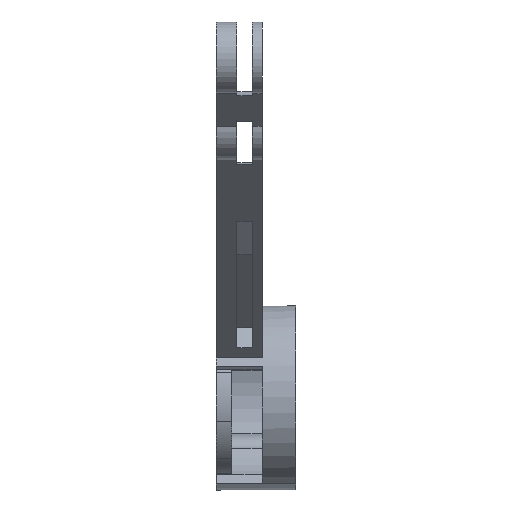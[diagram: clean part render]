
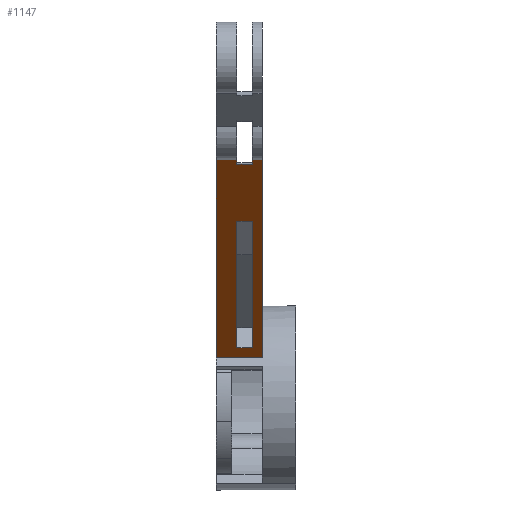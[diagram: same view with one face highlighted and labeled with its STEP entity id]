
A CAD part, top view. The second image highlights one B-rep face of the part: STEP entity #1147.
In plain terms, the highlighted planar face has unit normal (0, -0.744, 0.668).
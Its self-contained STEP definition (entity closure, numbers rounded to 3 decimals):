
#24=FACE_BOUND('',#173,.T.);
#106=FACE_OUTER_BOUND('',#172,.T.);
#172=EDGE_LOOP('',(#943,#944,#945,#946,#947,#948,#949,#950));
#173=EDGE_LOOP('',(#951,#952,#953,#954));
#307=LINE('',#1803,#399);
#324=LINE('',#1887,#416);
#345=LINE('',#1934,#437);
#346=LINE('',#1936,#438);
#347=LINE('',#1938,#439);
#348=LINE('',#1940,#440);
#349=LINE('',#1942,#441);
#350=LINE('',#1943,#442);
#351=LINE('',#1946,#443);
#352=LINE('',#1948,#444);
#353=LINE('',#1950,#445);
#354=LINE('',#1951,#446);
#399=VECTOR('',#1451,1000.);
#416=VECTOR('',#1544,1000.);
#437=VECTOR('',#1581,1000.);
#438=VECTOR('',#1582,1000.);
#439=VECTOR('',#1583,1000.);
#440=VECTOR('',#1584,1000.);
#441=VECTOR('',#1585,1000.);
#442=VECTOR('',#1586,1000.);
#443=VECTOR('',#1587,1000.);
#444=VECTOR('',#1588,1000.);
#445=VECTOR('',#1589,1000.);
#446=VECTOR('',#1590,1000.);
#509=VERTEX_POINT('',#1800);
#510=VERTEX_POINT('',#1802);
#538=VERTEX_POINT('',#1883);
#557=VERTEX_POINT('',#1933);
#558=VERTEX_POINT('',#1935);
#559=VERTEX_POINT('',#1937);
#560=VERTEX_POINT('',#1939);
#561=VERTEX_POINT('',#1941);
#562=VERTEX_POINT('',#1944);
#563=VERTEX_POINT('',#1945);
#564=VERTEX_POINT('',#1947);
#565=VERTEX_POINT('',#1949);
#639=EDGE_CURVE('',#509,#510,#307,.T.);
#682=EDGE_CURVE('',#538,#510,#324,.T.);
#705=EDGE_CURVE('',#557,#538,#345,.T.);
#706=EDGE_CURVE('',#558,#509,#346,.T.);
#707=EDGE_CURVE('',#558,#559,#347,.T.);
#708=EDGE_CURVE('',#559,#560,#348,.T.);
#709=EDGE_CURVE('',#561,#560,#349,.T.);
#710=EDGE_CURVE('',#561,#557,#350,.T.);
#711=EDGE_CURVE('',#562,#563,#351,.T.);
#712=EDGE_CURVE('',#563,#564,#352,.T.);
#713=EDGE_CURVE('',#565,#564,#353,.T.);
#714=EDGE_CURVE('',#565,#562,#354,.T.);
#943=ORIENTED_EDGE('',*,*,#705,.T.);
#944=ORIENTED_EDGE('',*,*,#682,.T.);
#945=ORIENTED_EDGE('',*,*,#639,.F.);
#946=ORIENTED_EDGE('',*,*,#706,.F.);
#947=ORIENTED_EDGE('',*,*,#707,.T.);
#948=ORIENTED_EDGE('',*,*,#708,.T.);
#949=ORIENTED_EDGE('',*,*,#709,.F.);
#950=ORIENTED_EDGE('',*,*,#710,.T.);
#951=ORIENTED_EDGE('',*,*,#711,.T.);
#952=ORIENTED_EDGE('',*,*,#712,.T.);
#953=ORIENTED_EDGE('',*,*,#713,.F.);
#954=ORIENTED_EDGE('',*,*,#714,.T.);
#1098=PLANE('',#1282);
#1147=ADVANCED_FACE('',(#106,#24),#1098,.F.);
#1282=AXIS2_PLACEMENT_3D('',#1932,#1579,#1580);
#1451=DIRECTION('',(0.,0.668,0.744));
#1544=DIRECTION('',(-1.,0.,0.));
#1579=DIRECTION('center_axis',(0.,0.744,-0.668));
#1580=DIRECTION('ref_axis',(0.,-0.668,-0.744));
#1581=DIRECTION('',(0.,0.668,0.744));
#1582=DIRECTION('',(-1.,0.,0.));
#1583=DIRECTION('',(0.,0.668,0.744));
#1584=DIRECTION('',(-1.,0.,0.));
#1585=DIRECTION('',(0.,0.668,0.744));
#1586=DIRECTION('',(-1.,0.,0.));
#1587=DIRECTION('',(0.,0.668,0.744));
#1588=DIRECTION('',(1.,0.,0.));
#1589=DIRECTION('',(0.,0.668,0.744));
#1590=DIRECTION('',(-1.,0.,0.));
#1800=CARTESIAN_POINT('',(0.,-45.634,-43.3));
#1802=CARTESIAN_POINT('',(0.,-6.993,-0.302));
#1803=CARTESIAN_POINT('',(0.,-6.993,-0.302));
#1883=CARTESIAN_POINT('',(4.,-6.993,-0.302));
#1887=CARTESIAN_POINT('',(9.,-6.993,-0.302));
#1932=CARTESIAN_POINT('Origin',(9.,-6.993,-0.302));
#1933=CARTESIAN_POINT('',(4.,-7.893,-1.303));
#1934=CARTESIAN_POINT('',(4.,-6.993,-0.302));
#1935=CARTESIAN_POINT('',(9.,-45.634,-43.3));
#1936=CARTESIAN_POINT('',(9.,-45.634,-43.3));
#1937=CARTESIAN_POINT('',(9.,-6.993,-0.302));
#1938=CARTESIAN_POINT('',(9.,-6.993,-0.302));
#1939=CARTESIAN_POINT('',(7.05,-6.993,-0.302));
#1940=CARTESIAN_POINT('',(9.,-6.993,-0.302));
#1941=CARTESIAN_POINT('',(7.05,-7.893,-1.303));
#1942=CARTESIAN_POINT('',(7.05,-6.993,-0.302));
#1943=CARTESIAN_POINT('',(87.058,-7.893,-1.303));
#1944=CARTESIAN_POINT('',(4.,-43.675,-41.119));
#1945=CARTESIAN_POINT('',(4.,-18.938,-13.593));
#1946=CARTESIAN_POINT('',(4.,-6.993,-0.302));
#1947=CARTESIAN_POINT('',(7.05,-18.938,-13.593));
#1948=CARTESIAN_POINT('',(9.,-18.938,-13.593));
#1949=CARTESIAN_POINT('',(7.05,-43.675,-41.119));
#1950=CARTESIAN_POINT('',(7.05,-6.993,-0.302));
#1951=CARTESIAN_POINT('',(9.,-43.675,-41.119));
